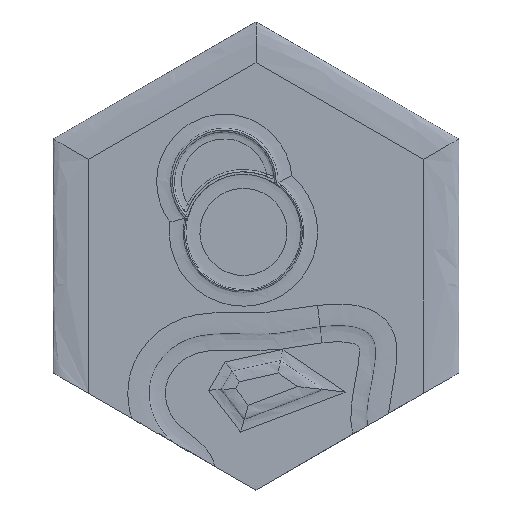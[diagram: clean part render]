
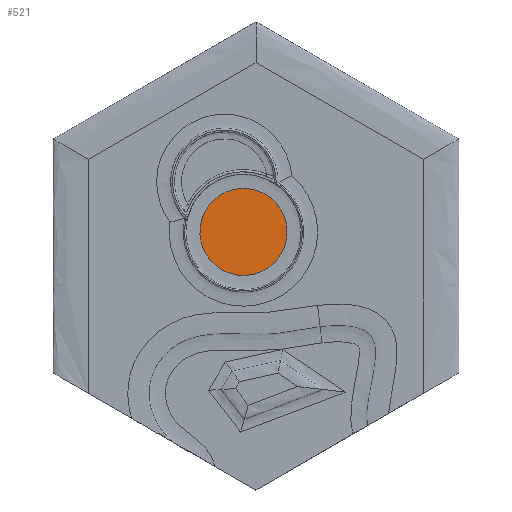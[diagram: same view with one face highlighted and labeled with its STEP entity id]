
A CAD part, top view. The second image highlights one B-rep face of the part: STEP entity #521.
In plain terms, the highlighted planar face has unit normal (0, 0, 1).
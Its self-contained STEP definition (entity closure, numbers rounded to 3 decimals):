
#521=ADVANCED_FACE('',(#4512),#4514,.T.);
#4512=FACE_BOUND('',#4513,.T.);
#4513=EDGE_LOOP('',(#5230));
#4514=PLANE('',#4515);
#4515=AXIS2_PLACEMENT_3D('',#4516,#4517,#4518);
#4516=CARTESIAN_POINT('',(0.,0.,2.));
#4517=DIRECTION('',(0.,0.,1.));
#4518=DIRECTION('',(-1.,0.,0.));
#5230=ORIENTED_EDGE('',*,*,#5381,.F.);
#5381=EDGE_CURVE('',#5625,#5625,#5626,.T.);
#5625=VERTEX_POINT('',#8364);
#5626=CIRCLE('',#8365,18.5);
#8364=CARTESIAN_POINT('',(5.702,25.059,2.));
#8365=AXIS2_PLACEMENT_3D('',#8366,#8367,#8368);
#8366=CARTESIAN_POINT('',(-5.317,10.198,2.));
#8367=DIRECTION('',(0.,0.,-1.));
#8368=DIRECTION('',(0.596,0.803,0.));
